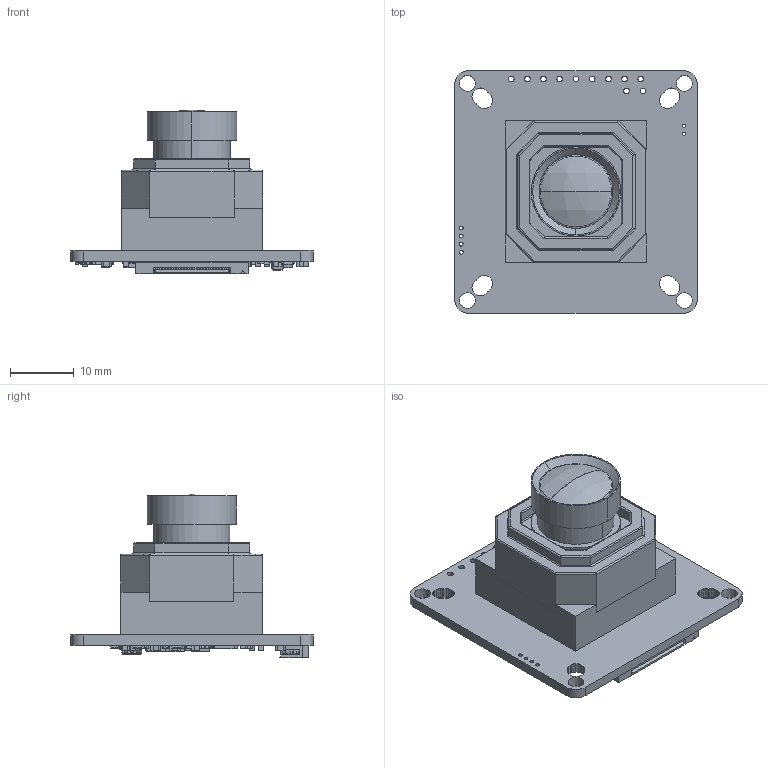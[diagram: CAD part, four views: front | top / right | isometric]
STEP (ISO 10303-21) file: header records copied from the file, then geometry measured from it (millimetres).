
FILE_DESCRIPTION (( 'STEP AP214' ), '1' );
FILE_NAME ('UC-517(B0273).STEP', '2023-08-24T05:34:55', ( '' ), ( '' ), 'SwSTEP 2.0', 'SolidWorks 2021', '' );
FILE_SCHEMA (( 'AUTOMOTIVE_DESIGN' ));
Length unit declared in the file: millimetre
Products named in the file (139): Extruded.step; C28.step; R19.step; C35.step; 5116525520.step; C10.step; STEP-WE-PMI-1008_LP-rev1.step; C47.step; R14.step; R18.step; C41.step; C11.step; C31.step; 6146496720.step; R8.step; Extruded-8.step; L3.step; C12.step; User_Library-CAPC_0402_CAPC_0402_Body_1-5.step; C57.step; R17.step; R21.step; U2.step; C23.step; R15.step; C43.step; Open CASCADE STEP translator 6.8 1.47.1.1.step; C7.step; R12.step; C2.step; B0273(uc-517); User_Library-CAPC_0402_CAPC_0402_Lead_1-0.step; C22.step; C16.step; C49.step; C29.step; C20.step; C15.step; UC-517_Rev.D3.step; 6146490400.step ...
Assembly tree (204 placements, depth 5):
  Open CASCADE STEP translator 6.8 1.47.1.2.step
  UC-517(B0273)
    UC-517_Rev.D3.step
      Board.step
        Open CASCADE STEP translator 6.8 1.1.1.step
      C49.step
        4358788032.step
      C40.step
        4358787792.step
      C20.step
        4358788112.step
      U5.step
        4358787552.step
      R10.step
        5116525520.step
      C52.step
        4358788112.step
      C51.step
        4358788112.step
      C50.step
        6146496720.step
          User_Library-CAPC_0402_CAPC_0402_Lead_1.step  x2
          User_Library-CAPC_0402_CAPC_0402_Body_1.step
      C48.step
        6146496720.step
          User_Library-CAPC_0402_CAPC_0402_Lead_1.step  x2
          User_Library-CAPC_0402_CAPC_0402_Body_1.step
      C47.step
        4358787632.step
          User_Library-CAPC_0402_CAPC_0402_Lead_1-0.step  x2
          User_Library-CAPC_0402_CAPC_0402_Body_1-1.step
      C46.step
        4358787632.step
          User_Library-CAPC_0402_CAPC_0402_Lead_1-0.step  x2
          User_Library-CAPC_0402_CAPC_0402_Body_1-1.step
      C45.step
        4358787632.step
          User_Library-CAPC_0402_CAPC_0402_Lead_1-0.step  x2
          User_Library-CAPC_0402_CAPC_0402_Body_1-1.step
      C44.step
        4358787632.step
          User_Library-CAPC_0402_CAPC_0402_Lead_1-0.step  x2
          User_Library-CAPC_0402_CAPC_0402_Body_1-1.step
      C43.step
        6146496720.step
          User_Library-CAPC_0402_CAPC_0402_Lead_1.step  x2
          User_Library-CAPC_0402_CAPC_0402_Body_1.step
      C42.step
        4358787632.step
          User_Library-CAPC_0402_CAPC_0402_Lead_1-0.step  x2
          User_Library-CAPC_0402_CAPC_0402_Body_1-1.step
      C41.step
        4358787632.step
          User_Library-CAPC_0402_CAPC_0402_Lead_1-0.step  x2
          User_Library-CAPC_0402_CAPC_0402_Body_1-1.step
      C39.step
        6146496720.step
          User_Library-CAPC_0402_CAPC_0402_Lead_1.step  x2
          User_Library-CAPC_0402_CAPC_0402_Body_1.step
      C38.step
Bounding box: 38 x 38 x 25.7 mm (x, y, z)
Volume: 9812.5 mm3; surface area: 8538.2 mm2
Topology: 184 solids, 184 shells, 4653 faces, 11618 edges, 7266 vertices
Faces by surface type: plane 2884, bspline 805, cylinder 706, sphere 240, torus 12, cone 6
Entity records: 97671 total; most frequent: CARTESIAN_POINT 34518, ORIENTED_EDGE 11892, DIRECTION 10756, EDGE_CURVE 5946, VECTOR 4704, LINE 4704, VERTEX_POINT 3816, AXIS2_PLACEMENT_3D 3026
